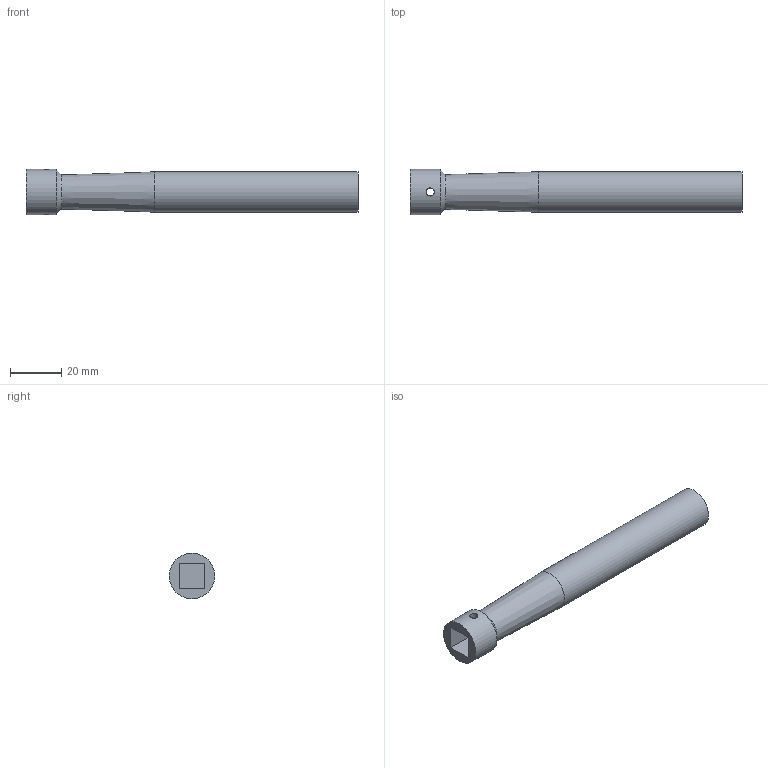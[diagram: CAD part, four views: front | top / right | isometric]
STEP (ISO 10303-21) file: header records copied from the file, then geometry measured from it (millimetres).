
FILE_DESCRIPTION(/* description */ (''),/* implementation_level */ '2;1');
FILE_NAME(/* name */ 'bottomTelascopingShaft (v10~recovered).step',/* time_stamp */ '2024-09-17T19:05:21-07:00',/* author */ (''),/* organization */ (''),/* preprocessor_version */ 'ST-DEVELOPER v20',/* originating_system */ 'Autodesk Translation Framework v13.14.0.145',/* authorisation */ '');
FILE_SCHEMA (('AUTOMOTIVE_DESIGN { 1 0 10303 214 3 1 1 }'));
Length unit declared in the file: millimetre
Products named in the file (1): bottomTelascopingShaft (v10~recovered)
Bounding box: 130.18 x 17.88 x 17.88 mm (x, y, z)
Volume: 18896.8 mm3; surface area: 10333.9 mm2
Topology: 1 solids, 1 shells, 76 faces, 201 edges, 130 vertices
Faces by surface type: plane 45, cylinder 28, torus 2, cone 1
Full cylindrical faces by diameter (mm): 3.175 x2, 15.875 x1, 17.875 x1
Entity records: 2528 total; most frequent: CARTESIAN_POINT 592, ORIENTED_EDGE 402, DIRECTION 385, EDGE_CURVE 201, LINE 139, VECTOR 139, VERTEX_POINT 130, AXIS2_PLACEMENT_3D 123
